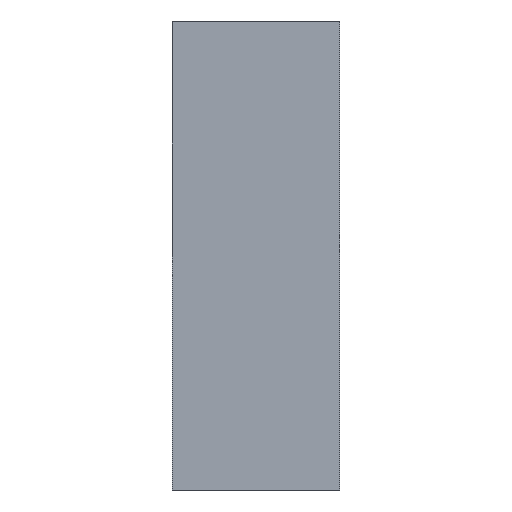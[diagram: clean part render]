
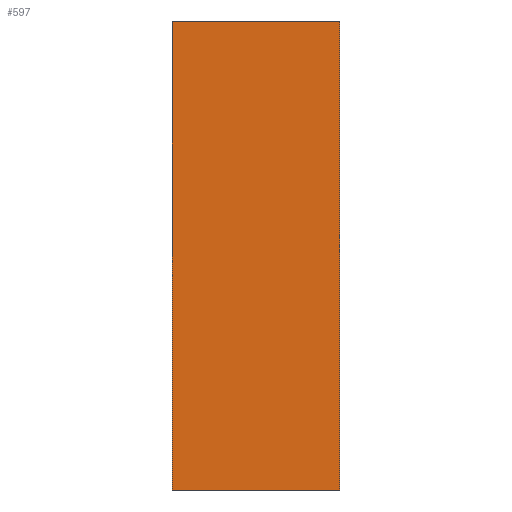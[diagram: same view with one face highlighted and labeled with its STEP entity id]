
A CAD part, left-side view. The second image highlights one B-rep face of the part: STEP entity #597.
In plain terms, the highlighted planar face has unit normal (-1, 0, 0).
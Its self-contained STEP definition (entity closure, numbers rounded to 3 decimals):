
#67=DIRECTION('',(0.,0.,-1.));
#68=VECTOR('',#67,12.);
#69=CARTESIAN_POINT('',(-19.,-2.15,6.));
#70=LINE('',#69,#68);
#71=DIRECTION('',(0.,-1.,0.));
#72=VECTOR('',#71,4.3);
#73=CARTESIAN_POINT('',(-19.,2.15,6.));
#74=LINE('',#73,#72);
#79=DIRECTION('',(0.,-1.,0.));
#80=VECTOR('',#79,4.3);
#81=CARTESIAN_POINT('',(-19.,2.15,-6.));
#82=LINE('',#81,#80);
#91=DIRECTION('',(0.,0.,-1.));
#92=VECTOR('',#91,12.);
#93=CARTESIAN_POINT('',(-19.,2.15,6.));
#94=LINE('',#93,#92);
#405=CARTESIAN_POINT('',(-19.,-2.15,-6.));
#406=VERTEX_POINT('',#405);
#407=CARTESIAN_POINT('',(-19.,-2.15,6.));
#408=VERTEX_POINT('',#407);
#429=CARTESIAN_POINT('',(-19.,2.15,6.));
#430=VERTEX_POINT('',#429);
#431=CARTESIAN_POINT('',(-19.,2.15,-6.));
#432=VERTEX_POINT('',#431);
#584=CARTESIAN_POINT('',(-19.,-2.15,-6.));
#585=DIRECTION('',(-1.,0.,0.));
#586=DIRECTION('',(0.,0.,1.));
#587=AXIS2_PLACEMENT_3D('',#584,#585,#586);
#588=PLANE('',#587);
#589=ORIENTED_EDGE('',*,*,#514,.T.);
#591=ORIENTED_EDGE('',*,*,#590,.F.);
#593=ORIENTED_EDGE('',*,*,#592,.F.);
#594=ORIENTED_EDGE('',*,*,#576,.T.);
#595=EDGE_LOOP('',(#589,#591,#593,#594));
#596=FACE_OUTER_BOUND('',#595,.F.);
#514=EDGE_CURVE('',#408,#406,#70,.T.);
#576=EDGE_CURVE('',#430,#408,#74,.T.);
#590=EDGE_CURVE('',#432,#406,#82,.T.);
#592=EDGE_CURVE('',#430,#432,#94,.T.);
#597=ADVANCED_FACE('',(#596),#588,.T.);
